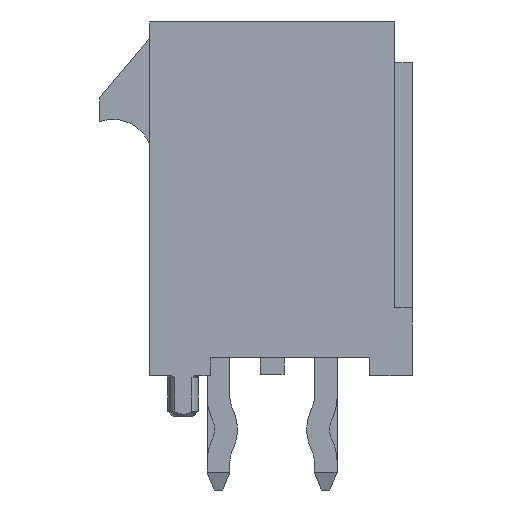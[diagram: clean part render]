
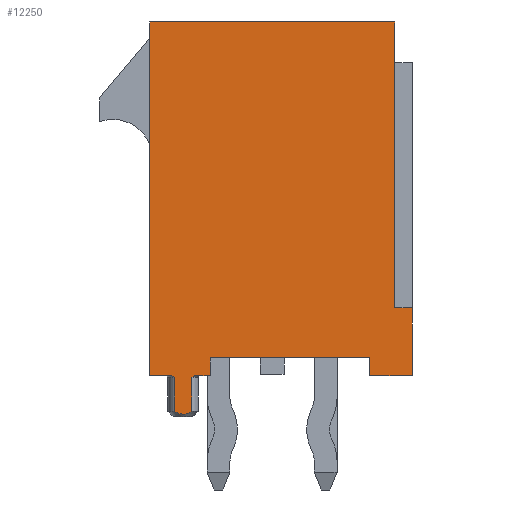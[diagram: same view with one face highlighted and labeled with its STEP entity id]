
A CAD part, front view. The second image highlights one B-rep face of the part: STEP entity #12250.
In plain terms, the highlighted planar face has unit normal (0, -1, 0).
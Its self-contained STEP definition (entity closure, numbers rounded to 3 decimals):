
#141=B_SPLINE_CURVE_WITH_KNOTS('',3,(#18678,#18679,#18680,#18681,#18682),
 .UNSPECIFIED.,.F.,.F.,(4,1,4),(0.,0.,0.001),
 .UNSPECIFIED.);
#142=B_SPLINE_CURVE_WITH_KNOTS('',3,(#18686,#18687,#18688,#18689),
 .UNSPECIFIED.,.F.,.F.,(4,4),(0.,0.),.UNSPECIFIED.);
#143=B_SPLINE_CURVE_WITH_KNOTS('',3,(#18696,#18697,#18698,#18699),
 .UNSPECIFIED.,.F.,.F.,(4,4),(0.,0.),.UNSPECIFIED.);
#1974=ORIENTED_EDGE('',*,*,#5027,.F.);
#1975=ORIENTED_EDGE('',*,*,#5028,.T.);
#1976=ORIENTED_EDGE('',*,*,#5029,.T.);
#1977=ORIENTED_EDGE('',*,*,#5030,.T.);
#1978=ORIENTED_EDGE('',*,*,#4678,.F.);
#1979=ORIENTED_EDGE('',*,*,#5031,.T.);
#1980=ORIENTED_EDGE('',*,*,#4935,.T.);
#1981=ORIENTED_EDGE('',*,*,#5032,.T.);
#1982=ORIENTED_EDGE('',*,*,#5018,.F.);
#1983=ORIENTED_EDGE('',*,*,#5033,.T.);
#1984=ORIENTED_EDGE('',*,*,#5034,.T.);
#1985=ORIENTED_EDGE('',*,*,#4486,.F.);
#1986=ORIENTED_EDGE('',*,*,#4561,.F.);
#1987=ORIENTED_EDGE('',*,*,#5035,.F.);
#1988=ORIENTED_EDGE('',*,*,#4684,.F.);
#1989=ORIENTED_EDGE('',*,*,#5036,.T.);
#4486=EDGE_CURVE('',#6191,#6192,#7459,.T.);
#4561=EDGE_CURVE('',#6253,#6191,#7534,.T.);
#4678=EDGE_CURVE('',#6369,#6370,#7651,.T.);
#4684=EDGE_CURVE('',#6375,#6376,#7655,.T.);
#4935=EDGE_CURVE('',#6492,#6491,#7906,.T.);
#5018=EDGE_CURVE('',#6505,#6506,#7989,.T.);
#5027=EDGE_CURVE('',#6511,#6512,#7998,.T.);
#5028=EDGE_CURVE('',#6511,#6513,#141,.T.);
#5029=EDGE_CURVE('',#6513,#6514,#7999,.T.);
#5030=EDGE_CURVE('',#6514,#6370,#142,.T.);
#5031=EDGE_CURVE('',#6369,#6492,#8000,.T.);
#5032=EDGE_CURVE('',#6491,#6506,#8001,.T.);
#5033=EDGE_CURVE('',#6505,#6515,#8002,.T.);
#5034=EDGE_CURVE('',#6515,#6192,#8003,.T.);
#5035=EDGE_CURVE('',#6376,#6253,#8004,.T.);
#5036=EDGE_CURVE('',#6375,#6512,#143,.T.);
#6191=VERTEX_POINT('',#17653);
#6192=VERTEX_POINT('',#17655);
#6253=VERTEX_POINT('',#17800);
#6369=VERTEX_POINT('',#18035);
#6370=VERTEX_POINT('',#18036);
#6375=VERTEX_POINT('',#18047);
#6376=VERTEX_POINT('',#18049);
#6491=VERTEX_POINT('',#18505);
#6492=VERTEX_POINT('',#18507);
#6505=VERTEX_POINT('',#18658);
#6506=VERTEX_POINT('',#18660);
#6511=VERTEX_POINT('',#18676);
#6512=VERTEX_POINT('',#18677);
#6513=VERTEX_POINT('',#18683);
#6514=VERTEX_POINT('',#18685);
#6515=VERTEX_POINT('',#18693);
#7459=LINE('',#17654,#9204);
#7534=LINE('',#17801,#9279);
#7651=LINE('',#18034,#9396);
#7655=LINE('',#18048,#9400);
#7906=LINE('',#18506,#9651);
#7989=LINE('',#18659,#9734);
#7998=LINE('',#18675,#9743);
#7999=LINE('',#18684,#9744);
#8000=LINE('',#18690,#9745);
#8001=LINE('',#18691,#9746);
#8002=LINE('',#18692,#9747);
#8003=LINE('',#18694,#9748);
#8004=LINE('',#18695,#9749);
#9204=VECTOR('',#14125,1000.);
#9279=VECTOR('',#14220,1000.);
#9396=VECTOR('',#14339,1000.);
#9400=VECTOR('',#14349,1000.);
#9651=VECTOR('',#14782,1000.);
#9734=VECTOR('',#14977,1000.);
#9743=VECTOR('',#14990,1000.);
#9744=VECTOR('',#14991,1000.);
#9745=VECTOR('',#14992,1000.);
#9746=VECTOR('',#14993,1000.);
#9747=VECTOR('',#14994,1000.);
#9748=VECTOR('',#14995,1000.);
#9749=VECTOR('',#14996,1000.);
#10501=EDGE_LOOP('',(#1974,#1975,#1976,#1977,#1978,#1979,#1980,#1981,#1982,
#1983,#1984,#1985,#1986,#1987,#1988,#1989));
#11114=FACE_BOUND('',#10501,.T.);
#11703=PLANE('',#12856);
#12250=ADVANCED_FACE('',(#11114),#11703,.F.);
#12856=AXIS2_PLACEMENT_3D('',#18674,#14988,#14989);
#14125=DIRECTION('',(0.,0.,-1.));
#14220=DIRECTION('',(1.,0.,0.));
#14339=DIRECTION('',(-1.,0.,0.));
#14349=DIRECTION('',(-1.,0.,0.));
#14782=DIRECTION('',(1.,0.,0.));
#14977=DIRECTION('',(-1.,0.,0.));
#14988=DIRECTION('',(0.,1.,0.));
#14989=DIRECTION('',(0.,0.,1.));
#14990=DIRECTION('',(0.,0.,1.));
#14991=DIRECTION('',(0.,0.,1.));
#14992=DIRECTION('',(0.,0.,1.));
#14993=DIRECTION('',(0.,0.,-1.));
#14994=DIRECTION('',(0.,0.,1.));
#14995=DIRECTION('',(-1.,0.,0.));
#14996=DIRECTION('',(0.,0.,1.));
#17653=CARTESIAN_POINT('',(3.43,-18.35,4.95));
#17654=CARTESIAN_POINT('',(3.43,-18.35,4.95));
#17655=CARTESIAN_POINT('',(3.43,-18.35,-3.05));
#17800=CARTESIAN_POINT('',(-3.43,-18.35,4.95));
#17801=CARTESIAN_POINT('',(-3.43,-18.35,4.95));
#18034=CARTESIAN_POINT('',(3.43,-18.35,-4.95));
#18035=CARTESIAN_POINT('',(-1.73,-18.35,-4.95));
#18036=CARTESIAN_POINT('',(-2.169,-18.35,-4.95));
#18047=CARTESIAN_POINT('',(-2.811,-18.35,-4.95));
#18048=CARTESIAN_POINT('',(3.43,-18.35,-4.95));
#18049=CARTESIAN_POINT('',(-3.43,-18.35,-4.95));
#18505=CARTESIAN_POINT('',(2.73,-18.35,-4.45));
#18506=CARTESIAN_POINT('',(-2.73,-18.35,-4.45));
#18507=CARTESIAN_POINT('',(-1.73,-18.35,-4.45));
#18658=CARTESIAN_POINT('',(3.93,-18.35,-4.95));
#18659=CARTESIAN_POINT('',(3.43,-18.35,-4.95));
#18660=CARTESIAN_POINT('',(2.73,-18.35,-4.95));
#18674=CARTESIAN_POINT('',(0.,-18.35,0.));
#18675=CARTESIAN_POINT('',(-2.731,-18.35,-6.1));
#18676=CARTESIAN_POINT('',(-2.731,-18.35,-5.95));
#18677=CARTESIAN_POINT('',(-2.731,-18.35,-5.));
#18678=CARTESIAN_POINT('',(-2.731,-18.35,-5.95));
#18679=CARTESIAN_POINT('',(-2.657,-18.35,-5.992));
#18680=CARTESIAN_POINT('',(-2.491,-18.35,-6.058));
#18681=CARTESIAN_POINT('',(-2.323,-18.35,-5.992));
#18682=CARTESIAN_POINT('',(-2.249,-18.35,-5.95));
#18683=CARTESIAN_POINT('',(-2.249,-18.35,-5.95));
#18684=CARTESIAN_POINT('',(-2.249,-18.35,-6.1));
#18685=CARTESIAN_POINT('',(-2.249,-18.35,-5.));
#18686=CARTESIAN_POINT('',(-2.249,-18.35,-5.));
#18687=CARTESIAN_POINT('',(-2.222,-18.35,-4.984));
#18688=CARTESIAN_POINT('',(-2.195,-18.35,-4.968));
#18689=CARTESIAN_POINT('',(-2.169,-18.35,-4.95));
#18690=CARTESIAN_POINT('',(-1.73,-18.35,-4.95));
#18691=CARTESIAN_POINT('',(2.73,-18.35,-4.45));
#18692=CARTESIAN_POINT('',(3.93,-18.35,-4.95));
#18693=CARTESIAN_POINT('',(3.93,-18.35,-3.05));
#18694=CARTESIAN_POINT('',(3.93,-18.35,-3.05));
#18695=CARTESIAN_POINT('',(-3.43,-18.35,-4.95));
#18696=CARTESIAN_POINT('',(-2.811,-18.35,-4.95));
#18697=CARTESIAN_POINT('',(-2.785,-18.35,-4.968));
#18698=CARTESIAN_POINT('',(-2.758,-18.35,-4.984));
#18699=CARTESIAN_POINT('',(-2.731,-18.35,-5.));
